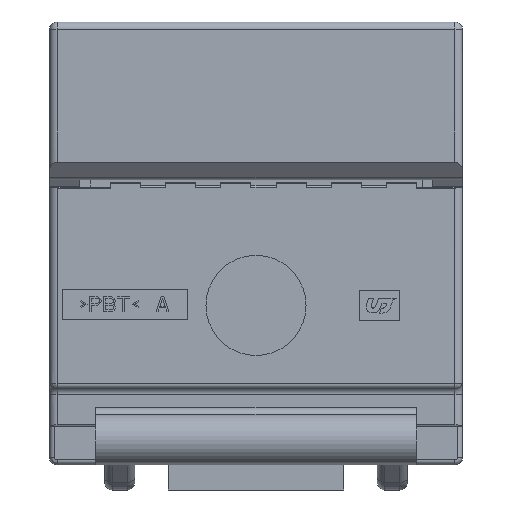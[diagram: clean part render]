
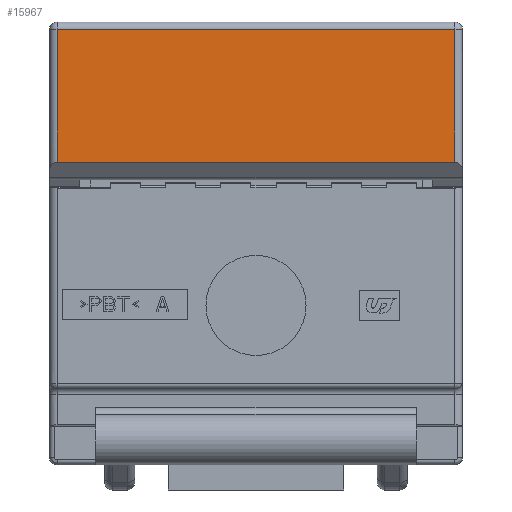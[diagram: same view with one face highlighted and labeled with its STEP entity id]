
A CAD part, front view. The second image highlights one B-rep face of the part: STEP entity #15967.
In plain terms, the highlighted planar face has unit normal (0, -1, 0).
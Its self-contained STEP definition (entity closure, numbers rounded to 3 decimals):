
#3592=CARTESIAN_POINT('',(-7.95,-2.2,-5.6));
#3604=CARTESIAN_POINT('',(7.95,-2.2,-5.6));
#3606=DIRECTION('',(0.,0.,-1.));
#3607=VECTOR('',#3606,5.3);
#3608=CARTESIAN_POINT('',(7.95,-2.2,-0.3));
#3609=LINE('',#3608,#3607);
#3610=DIRECTION('',(1.,0.,0.));
#3611=VECTOR('',#3610,15.9);
#3612=CARTESIAN_POINT('',(-7.95,-2.2,-5.6));
#3613=LINE('',#3612,#3611);
#3614=DIRECTION('',(0.,0.,-1.));
#3615=VECTOR('',#3614,5.3);
#3616=CARTESIAN_POINT('',(-7.95,-2.2,-0.3));
#3617=LINE('',#3616,#3615);
#3618=DIRECTION('',(1.,0.,0.));
#3619=VECTOR('',#3618,15.9);
#3620=CARTESIAN_POINT('',(-7.95,-2.2,-0.3));
#3621=LINE('',#3620,#3619);
#9531=VERTEX_POINT('',#3604);
#9532=CARTESIAN_POINT('',(7.95,-2.2,-0.3));
#9533=VERTEX_POINT('',#9532);
#9540=CARTESIAN_POINT('',(-7.95,-2.2,-0.3));
#9541=VERTEX_POINT('',#9540);
#9542=VERTEX_POINT('',#3592);
#15954=CARTESIAN_POINT('',(-8.25,-2.2,0.));
#15955=DIRECTION('',(0.,-1.,0.));
#15956=DIRECTION('',(1.,0.,0.));
#15957=AXIS2_PLACEMENT_3D('',#15954,#15955,#15956);
#15958=PLANE('',#15957);
#15960=ORIENTED_EDGE('',*,*,#15959,.T.);
#15961=ORIENTED_EDGE('',*,*,#15945,.F.);
#15962=ORIENTED_EDGE('',*,*,#15932,.F.);
#15964=ORIENTED_EDGE('',*,*,#15963,.T.);
#15965=EDGE_LOOP('',(#15960,#15961,#15962,#15964));
#15966=FACE_OUTER_BOUND('',#15965,.F.);
#15967=ADVANCED_FACE('',(#15966),#15958,.T.);
#15932=EDGE_CURVE('',#9541,#9542,#3617,.T.);
#15945=EDGE_CURVE('',#9542,#9531,#3613,.T.);
#15959=EDGE_CURVE('',#9533,#9531,#3609,.T.);
#15963=EDGE_CURVE('',#9541,#9533,#3621,.T.);
